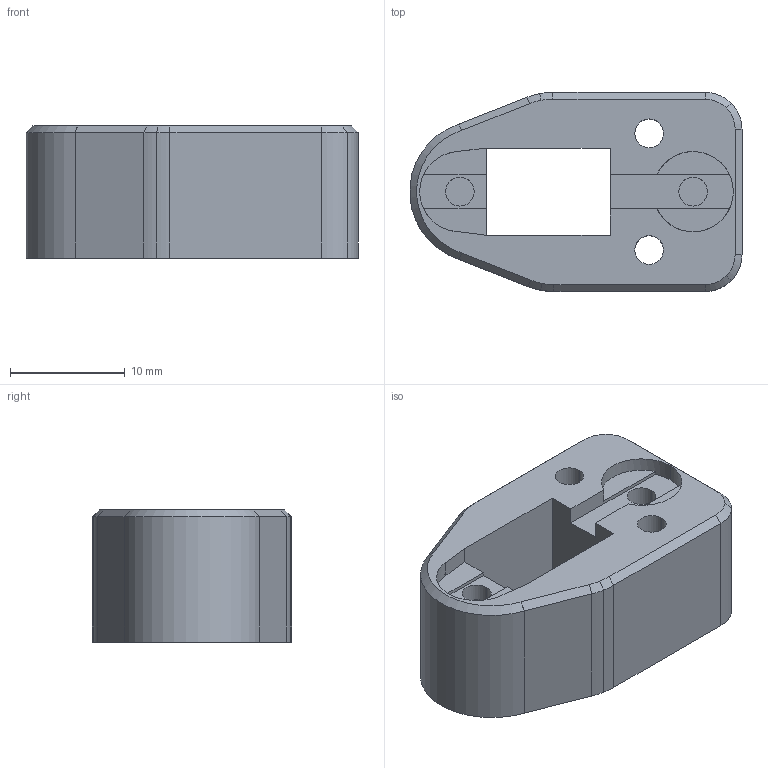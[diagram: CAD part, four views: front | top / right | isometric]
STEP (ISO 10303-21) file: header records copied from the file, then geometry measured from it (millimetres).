
FILE_DESCRIPTION(('STEP AP214'),'1');
FILE_NAME('SingleM2.5Mount.stp','2022-05-13T14:09:15',(' '),(' '),'Spatial InterOp 3D',' ',' ');
FILE_SCHEMA(('automotive_design'));
Length unit declared in the file: inch
Products named in the file (1): 1
Bounding box: 28.92 x 17.34 x 11.5 mm (x, y, z)
Volume: 3851.2 mm3; surface area: 2273.2 mm2
Topology: 1 solids, 1 shells, 62 faces, 160 edges, 102 vertices
Faces by surface type: plane 31, cylinder 21, cone 10
Entity records: 2425 total; most frequent: DIRECTION 341, CARTESIAN_POINT 334, ORIENTED_EDGE 320, EDGE_CURVE 160, AXIS2_PLACEMENT_3D 121, VERTEX_POINT 102, LINE 99, VECTOR 99
